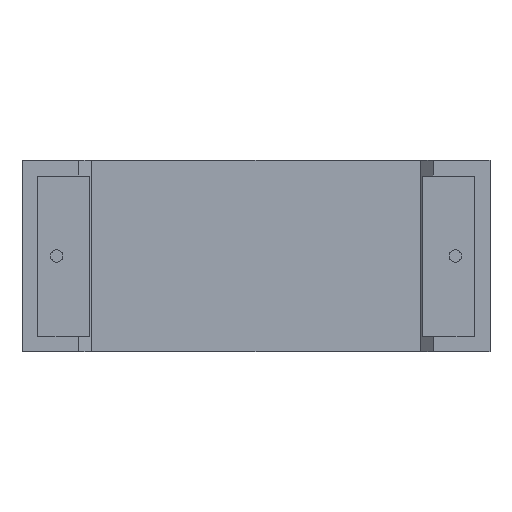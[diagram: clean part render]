
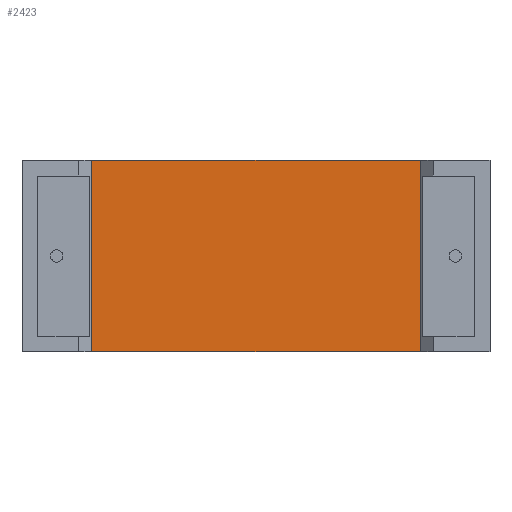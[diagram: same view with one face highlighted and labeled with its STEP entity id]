
A CAD part, front view. The second image highlights one B-rep face of the part: STEP entity #2423.
In plain terms, the highlighted planar face has unit normal (0, -1, 0).
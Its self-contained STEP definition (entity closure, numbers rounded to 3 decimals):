
#120 = ORIENTED_EDGE ( 'NONE', *, *, #1479, .T. ) ;
#126 = DIRECTION ( 'NONE',  ( 0., 0., 1. ) ) ;
#137 = DIRECTION ( 'NONE',  ( -1., 0., 0. ) ) ;
#174 = VERTEX_POINT ( 'NONE', #1264 ) ;
#247 = VECTOR ( 'NONE', #137, 1000. ) ;
#264 = EDGE_CURVE ( 'NONE', #1432, #602, #1282, .T. ) ;
#311 = EDGE_CURVE ( 'NONE', #174, #602, #1245, .T. ) ;
#457 = EDGE_LOOP ( 'NONE', ( #1799, #1868, #1916, #120 ) ) ;
#589 = AXIS2_PLACEMENT_3D ( 'NONE', #1379, #1614, #2093 ) ;
#602 = VERTEX_POINT ( 'NONE', #1187 ) ;
#609 = CARTESIAN_POINT ( 'NONE',  ( 16.15, 0.865, 13.2 ) ) ;
#666 = VERTEX_POINT ( 'NONE', #1732 ) ;
#754 = VECTOR ( 'NONE', #126, 1000. ) ;
#784 = CARTESIAN_POINT ( 'NONE',  ( 27.503, 0.865, 0. ) ) ;
#871 = EDGE_CURVE ( 'NONE', #666, #174, #2189, .T. ) ;
#1187 = CARTESIAN_POINT ( 'NONE',  ( 4.797, 0.865, 13.2 ) ) ;
#1245 = LINE ( 'NONE', #1295, #754 ) ;
#1264 = CARTESIAN_POINT ( 'NONE',  ( 4.797, 0.865, 0. ) ) ;
#1282 = LINE ( 'NONE', #609, #247 ) ;
#1295 = CARTESIAN_POINT ( 'NONE',  ( 4.797, 0.865, 0. ) ) ;
#1370 = VECTOR ( 'NONE', #1514, 1000. ) ;
#1379 = CARTESIAN_POINT ( 'NONE',  ( 16.15, 0.865, 0. ) ) ;
#1432 = VERTEX_POINT ( 'NONE', #2434 ) ;
#1479 = EDGE_CURVE ( 'NONE', #666, #1432, #2521, .T. ) ;
#1514 = DIRECTION ( 'NONE',  ( -1., 0., 0. ) ) ;
#1614 = DIRECTION ( 'NONE',  ( 0., 1., 0. ) ) ;
#1705 = DIRECTION ( 'NONE',  ( 0., 0., 1. ) ) ;
#1732 = CARTESIAN_POINT ( 'NONE',  ( 27.503, 0.865, 0. ) ) ;
#1799 = ORIENTED_EDGE ( 'NONE', *, *, #264, .T. ) ;
#1868 = ORIENTED_EDGE ( 'NONE', *, *, #311, .F. ) ;
#1872 = VECTOR ( 'NONE', #1705, 1000. ) ;
#1916 = ORIENTED_EDGE ( 'NONE', *, *, #871, .F. ) ;
#2089 = FACE_OUTER_BOUND ( 'NONE', #457, .T. ) ;
#2093 = DIRECTION ( 'NONE',  ( -1., 0., 0. ) ) ;
#2189 = LINE ( 'NONE', #2939, #1370 ) ;
#2423 = ADVANCED_FACE ( 'NONE', ( #2089 ), #2986, .F. ) ;
#2434 = CARTESIAN_POINT ( 'NONE',  ( 27.503, 0.865, 13.2 ) ) ;
#2521 = LINE ( 'NONE', #784, #1872 ) ;
#2939 = CARTESIAN_POINT ( 'NONE',  ( 16.15, 0.865, 0. ) ) ;
#2986 = PLANE ( 'NONE',  #589 ) ;
